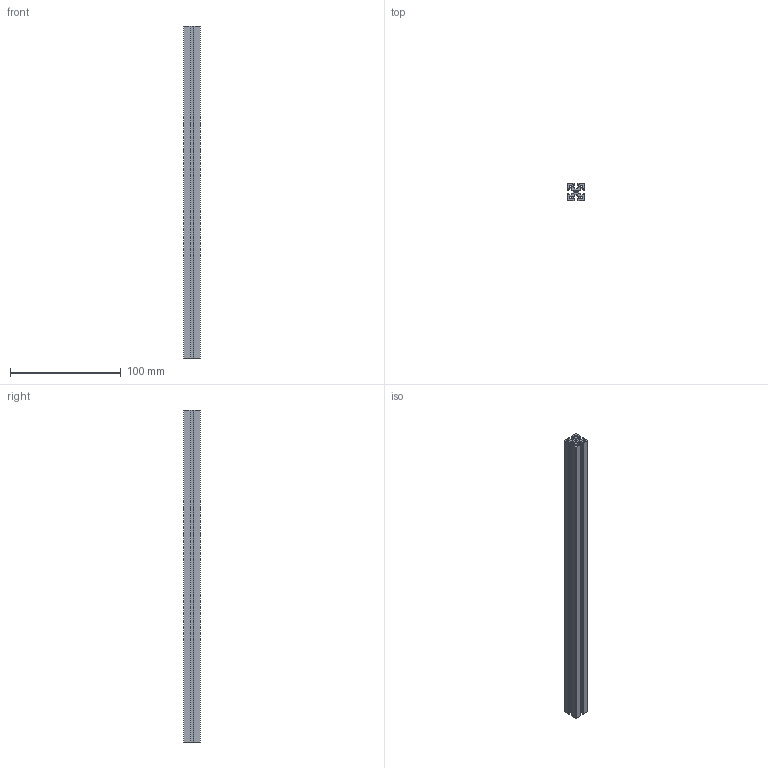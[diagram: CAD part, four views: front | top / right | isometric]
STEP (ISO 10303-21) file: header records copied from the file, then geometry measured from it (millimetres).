
FILE_DESCRIPTION(/* description */ (''),/* implementation_level */ '2;1');
FILE_NAME(/* name */ 'MakerBeamXL 300mm.step',/* time_stamp */ '2018-09-09T17:54:54-04:00',/* author */ ('Xaveagle'),/* organization */ (''),/* preprocessor_version */ 'ST-DEVELOPER v17.2',/* originating_system */ 'Autodesk Translation Framework v7.6.0.251',/* authorisation */ '');
FILE_SCHEMA (('AUTOMOTIVE_DESIGN { 1 0 10303 214 3 1 1 }'));
Length unit declared in the file: millimetre
Products named in the file (1): MakerBeamXL 300mm v1
Bounding box: 15 x 15 x 300 mm (x, y, z)
Volume: 36952 mm3; surface area: 45844.9 mm2
Topology: 1 solids, 1 shells, 186 faces, 552 edges, 368 vertices
Faces by surface type: cylinder 128, plane 54, cone 4
Entity records: 6460 total; most frequent: DIRECTION 1174, CARTESIAN_POINT 1163, ORIENTED_EDGE 1104, EDGE_CURVE 552, AXIS2_PLACEMENT_3D 443, VERTEX_POINT 368, LINE 288, VECTOR 288
